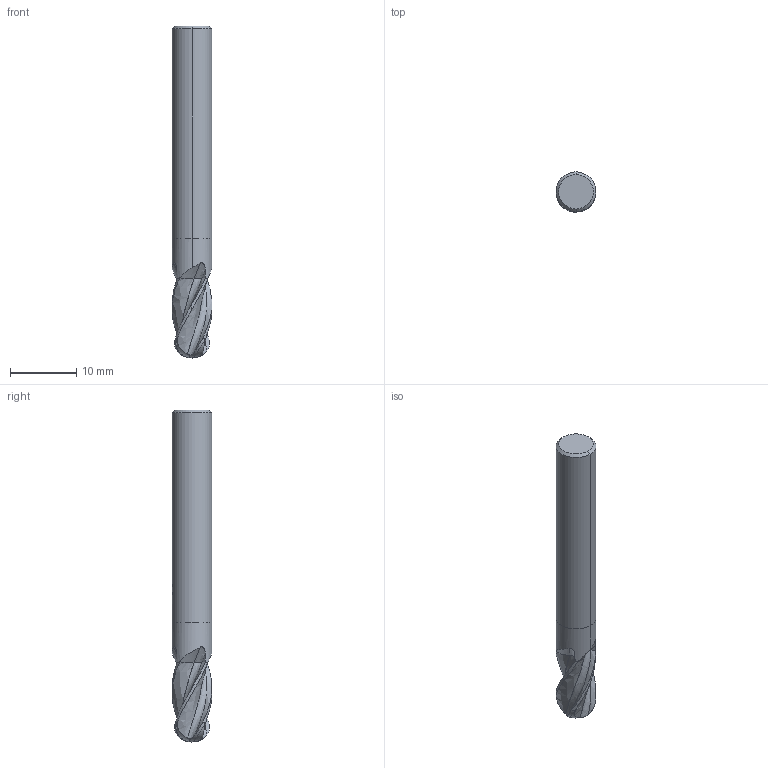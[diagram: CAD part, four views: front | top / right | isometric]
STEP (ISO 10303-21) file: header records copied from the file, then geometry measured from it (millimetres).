
FILE_DESCRIPTION(('no description'),'unknown implementation level');
FILE_NAME('solid7aFRvRUu5sQAuUvEGqNuM3B2BaA_1.STP',' ',('CIM GmbH Aachen'),('CADClick - KiM GmbH - www.kimweb.de'),'unknown preprocess','ACIS','unknown authorization');
FILE_SCHEMA(('automotive_design'));
Length unit declared in the file: millimetre
Products named in the file (2): 1; 2
Bounding box: 6 x 6 x 50 mm (x, y, z)
Volume: 1233 mm3; surface area: 1019.4 mm2
Topology: 2 solids, 2 shells, 88 faces, 247 edges, 163 vertices
Faces by surface type: plane 19, revolution 16, bspline 16, sphere 14, cone 12, cylinder 11
Entity records: 9344 total; most frequent: CARTESIAN_POINT 4459, STYLED_ITEM 500, PRESENTATION_STYLE_ASSIGNMENT 500, COLOUR_RGB 500, ORIENTED_EDGE 494, DIRECTION 358, EDGE_CURVE 247, CURVE_STYLE 247
